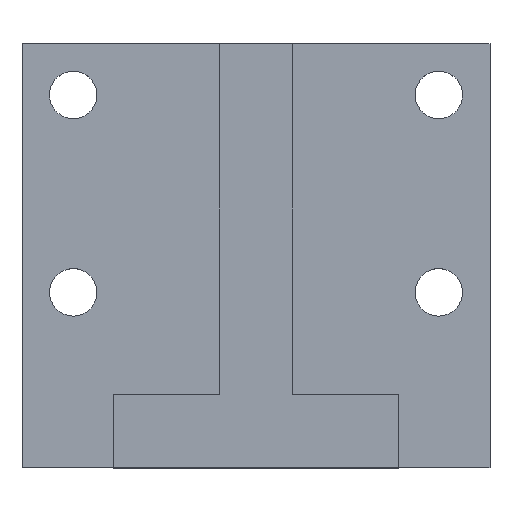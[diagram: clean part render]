
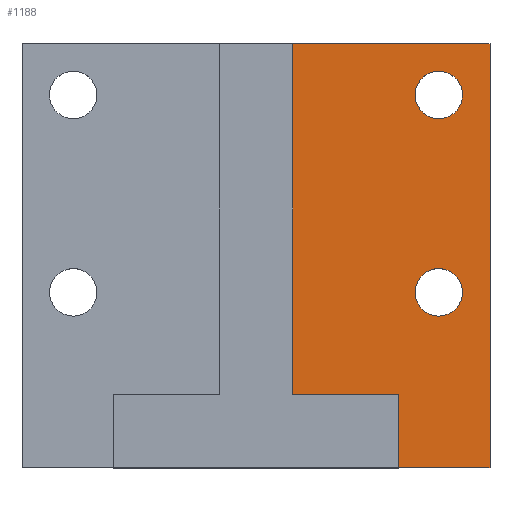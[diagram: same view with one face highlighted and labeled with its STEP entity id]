
A CAD part, top view. The second image highlights one B-rep face of the part: STEP entity #1188.
In plain terms, the highlighted planar face has unit normal (0, 0, 1).
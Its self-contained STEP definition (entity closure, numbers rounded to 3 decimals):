
#7 = DIRECTION ( 'NONE',  ( 0., 0., 1. ) ) ;
#16 = DIRECTION ( 'NONE',  ( 0., -1., 0. ) ) ;
#36 = CARTESIAN_POINT ( 'NONE',  ( 41.25, 51., -14.5 ) ) ;
#54 = CARTESIAN_POINT ( 'NONE',  ( 47.75, 51., -14.5 ) ) ;
#56 = ORIENTED_EDGE ( 'NONE', *, *, #1208, .F. ) ;
#100 = VECTOR ( 'NONE', #16, 1000. ) ;
#113 = CIRCLE ( 'NONE', #555, 3.25 ) ;
#127 = DIRECTION ( 'NONE',  ( 0., 0., -1. ) ) ;
#161 = VERTEX_POINT ( 'NONE', #1296 ) ;
#176 = VERTEX_POINT ( 'NONE', #973 ) ;
#177 = CIRCLE ( 'NONE', #464, 3.25 ) ;
#182 = CARTESIAN_POINT ( 'NONE',  ( 39., 10., -14.5 ) ) ;
#214 = DIRECTION ( 'NONE',  ( 1., 0., 0. ) ) ;
#221 = ORIENTED_EDGE ( 'NONE', *, *, #1290, .T. ) ;
#265 = ORIENTED_EDGE ( 'NONE', *, *, #1144, .T. ) ;
#274 = EDGE_CURVE ( 'NONE', #176, #1325, #1116, .T. ) ;
#280 = LINE ( 'NONE', #1246, #382 ) ;
#296 = ORIENTED_EDGE ( 'NONE', *, *, #565, .F. ) ;
#324 = DIRECTION ( 'NONE',  ( 1., 0., 0. ) ) ;
#337 = AXIS2_PLACEMENT_3D ( 'NONE', #887, #127, #882 ) ;
#339 = EDGE_CURVE ( 'NONE', #1369, #567, #420, .T. ) ;
#371 = ORIENTED_EDGE ( 'NONE', *, *, #1166, .T. ) ;
#381 = ORIENTED_EDGE ( 'NONE', *, *, #665, .T. ) ;
#382 = VECTOR ( 'NONE', #1233, 1000. ) ;
#397 = CIRCLE ( 'NONE', #735, 3.25 ) ;
#415 = EDGE_CURVE ( 'NONE', #567, #1369, #177, .T. ) ;
#420 = CIRCLE ( 'NONE', #848, 3.25 ) ;
#463 = CARTESIAN_POINT ( 'NONE',  ( 47.75, 24., -14.5 ) ) ;
#464 = AXIS2_PLACEMENT_3D ( 'NONE', #1062, #955, #324 ) ;
#471 = CARTESIAN_POINT ( 'NONE',  ( 51.5, 0., -14.5 ) ) ;
#476 = DIRECTION ( 'NONE',  ( 0., 0., 1. ) ) ;
#495 = ORIENTED_EDGE ( 'NONE', *, *, #339, .F. ) ;
#508 = EDGE_CURVE ( 'NONE', #1370, #709, #113, .T. ) ;
#552 = CARTESIAN_POINT ( 'NONE',  ( 39., 10., -14.5 ) ) ;
#554 = FACE_OUTER_BOUND ( 'NONE', #1315, .T. ) ;
#555 = AXIS2_PLACEMENT_3D ( 'NONE', #1092, #766, #214 ) ;
#560 = VECTOR ( 'NONE', #974, 1000. ) ;
#565 = EDGE_CURVE ( 'NONE', #709, #1370, #397, .T. ) ;
#567 = VERTEX_POINT ( 'NONE', #36 ) ;
#570 = CARTESIAN_POINT ( 'NONE',  ( 24.5, 10., -14.5 ) ) ;
#581 = CARTESIAN_POINT ( 'NONE',  ( 44.5, 51., -14.5 ) ) ;
#605 = CARTESIAN_POINT ( 'NONE',  ( 41.25, 24., -14.5 ) ) ;
#625 = VECTOR ( 'NONE', #661, 1000. ) ;
#655 = LINE ( 'NONE', #552, #100 ) ;
#661 = DIRECTION ( 'NONE',  ( 1., 0., 0. ) ) ;
#665 = EDGE_CURVE ( 'NONE', #161, #176, #900, .T. ) ;
#675 = DIRECTION ( 'NONE',  ( 1., 0., 0. ) ) ;
#709 = VERTEX_POINT ( 'NONE', #463 ) ;
#727 = VERTEX_POINT ( 'NONE', #800 ) ;
#735 = AXIS2_PLACEMENT_3D ( 'NONE', #859, #7, #985 ) ;
#766 = DIRECTION ( 'NONE',  ( 0., 0., 1. ) ) ;
#772 = LINE ( 'NONE', #1303, #625 ) ;
#774 = VECTOR ( 'NONE', #1102, 1000. ) ;
#800 = CARTESIAN_POINT ( 'NONE',  ( 24.5, 10., -14.5 ) ) ;
#848 = AXIS2_PLACEMENT_3D ( 'NONE', #581, #476, #675 ) ;
#859 = CARTESIAN_POINT ( 'NONE',  ( 44.5, 24., -14.5 ) ) ;
#860 = ORIENTED_EDGE ( 'NONE', *, *, #274, .T. ) ;
#863 = LINE ( 'NONE', #570, #560 ) ;
#877 = FACE_BOUND ( 'NONE', #1223, .T. ) ;
#882 = DIRECTION ( 'NONE',  ( -1., 0., 0. ) ) ;
#887 = CARTESIAN_POINT ( 'NONE',  ( 0., 0., -14.5 ) ) ;
#900 = LINE ( 'NONE', #1216, #774 ) ;
#955 = DIRECTION ( 'NONE',  ( 0., 0., 1. ) ) ;
#973 = CARTESIAN_POINT ( 'NONE',  ( 51.5, 0., -14.5 ) ) ;
#974 = DIRECTION ( 'NONE',  ( 0., 1., 0. ) ) ;
#981 = PLANE ( 'NONE',  #337 ) ;
#985 = DIRECTION ( 'NONE',  ( 1., 0., 0. ) ) ;
#1051 = EDGE_LOOP ( 'NONE', ( #1135, #296 ) ) ;
#1062 = CARTESIAN_POINT ( 'NONE',  ( 44.5, 51., -14.5 ) ) ;
#1086 = CARTESIAN_POINT ( 'NONE',  ( 24.5, 58., -14.5 ) ) ;
#1092 = CARTESIAN_POINT ( 'NONE',  ( 44.5, 24., -14.5 ) ) ;
#1102 = DIRECTION ( 'NONE',  ( 1., 0., 0. ) ) ;
#1105 = FACE_BOUND ( 'NONE', #1051, .T. ) ;
#1116 = LINE ( 'NONE', #471, #1360 ) ;
#1125 = CARTESIAN_POINT ( 'NONE',  ( 51.5, 58., -14.5 ) ) ;
#1134 = VERTEX_POINT ( 'NONE', #1086 ) ;
#1135 = ORIENTED_EDGE ( 'NONE', *, *, #508, .F. ) ;
#1144 = EDGE_CURVE ( 'NONE', #1353, #161, #655, .T. ) ;
#1166 = EDGE_CURVE ( 'NONE', #727, #1353, #772, .T. ) ;
#1188 = ADVANCED_FACE ( 'NONE', ( #1105, #877, #554 ), #981, .F. ) ;
#1208 = EDGE_CURVE ( 'NONE', #727, #1134, #863, .T. ) ;
#1216 = CARTESIAN_POINT ( 'NONE',  ( -12.5, 0., -14.5 ) ) ;
#1223 = EDGE_LOOP ( 'NONE', ( #1366, #495 ) ) ;
#1233 = DIRECTION ( 'NONE',  ( -1., 0., 0. ) ) ;
#1246 = CARTESIAN_POINT ( 'NONE',  ( -12.5, 58., -14.5 ) ) ;
#1290 = EDGE_CURVE ( 'NONE', #1325, #1134, #280, .T. ) ;
#1296 = CARTESIAN_POINT ( 'NONE',  ( 39., 0., -14.5 ) ) ;
#1303 = CARTESIAN_POINT ( 'NONE',  ( 0., 10., -14.5 ) ) ;
#1315 = EDGE_LOOP ( 'NONE', ( #221, #56, #371, #265, #381, #860 ) ) ;
#1325 = VERTEX_POINT ( 'NONE', #1125 ) ;
#1330 = DIRECTION ( 'NONE',  ( 0., 1., 0. ) ) ;
#1353 = VERTEX_POINT ( 'NONE', #182 ) ;
#1360 = VECTOR ( 'NONE', #1330, 1000. ) ;
#1366 = ORIENTED_EDGE ( 'NONE', *, *, #415, .F. ) ;
#1369 = VERTEX_POINT ( 'NONE', #54 ) ;
#1370 = VERTEX_POINT ( 'NONE', #605 ) ;
